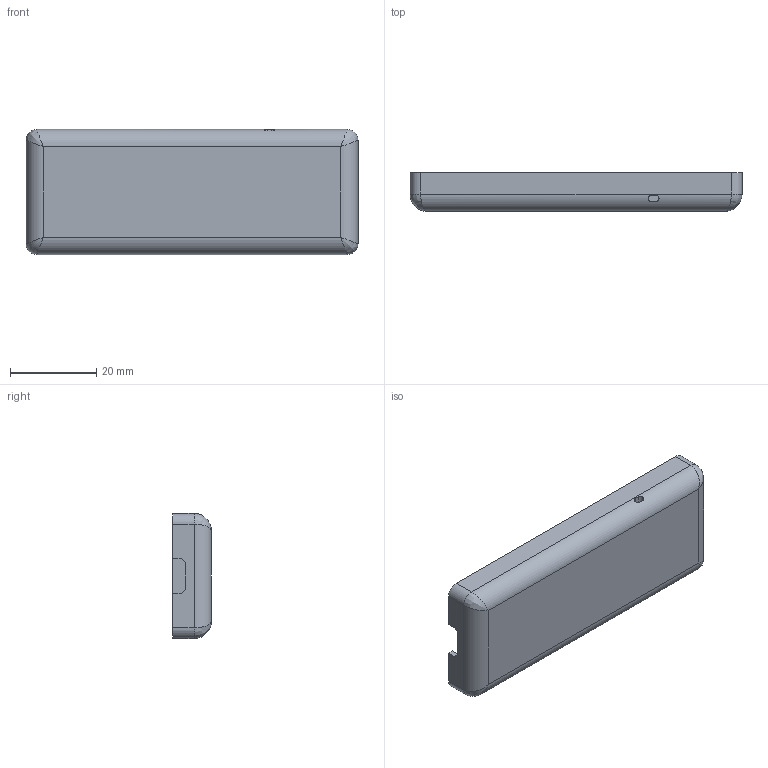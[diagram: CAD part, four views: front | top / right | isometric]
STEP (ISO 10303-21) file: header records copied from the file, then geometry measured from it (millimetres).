
FILE_DESCRIPTION (( 'STEP AP214' ), '1' );
FILE_NAME ('Down.STEP', '2017-04-26T16:11:36', ( 'no' ), ( ' f' ), 'SwSTEP 2.0', 'SolidWorks 2016', '' );
FILE_SCHEMA (( 'AUTOMOTIVE_DESIGN' ));
Length unit declared in the file: millimetre
Products named in the file (1): Down
Bounding box: 77 x 9 x 29 mm (x, y, z)
Volume: 5427.7 mm3; surface area: 7440.8 mm2
Topology: 1 solids, 1 shells, 66 faces, 162 edges, 98 vertices
Faces by surface type: cylinder 31, plane 27, torus 4, bspline 4
Entity records: 2182 total; most frequent: CARTESIAN_POINT 636, ORIENTED_EDGE 316, DIRECTION 312, EDGE_CURVE 158, AXIS2_PLACEMENT_3D 110, VERTEX_POINT 98, VECTOR 92, LINE 92
